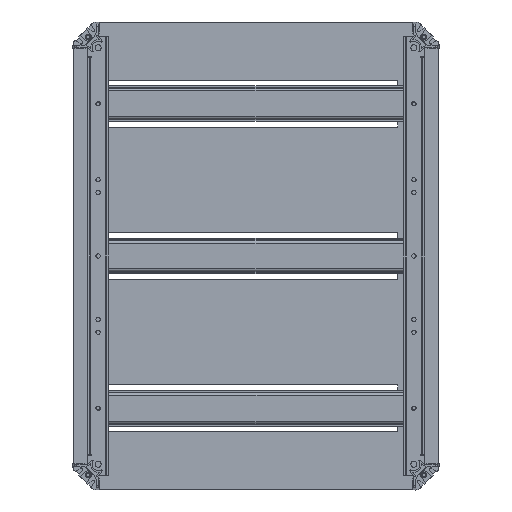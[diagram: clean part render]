
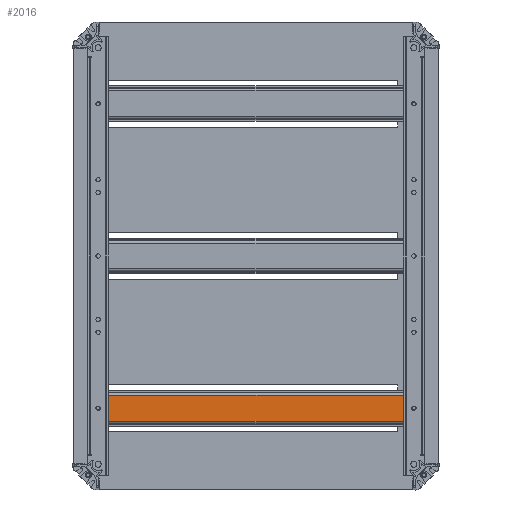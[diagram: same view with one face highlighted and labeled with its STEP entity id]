
A CAD part, front view. The second image highlights one B-rep face of the part: STEP entity #2016.
In plain terms, the highlighted planar face has unit normal (0, -1, 0).
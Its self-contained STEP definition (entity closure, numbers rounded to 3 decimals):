
#806 = CARTESIAN_POINT ( 'NONE',  ( -12.7, -1.5, -160. ) ) ;
#817 = CARTESIAN_POINT ( 'NONE',  ( -2.25, -1.5, -160. ) ) ;
#1235 = CIRCLE ( 'NONE', #19425, 2.25 ) ;
#1409 = DIRECTION ( 'NONE',  ( 0., 0., 1. ) ) ;
#1762 = CARTESIAN_POINT ( 'NONE',  ( 0., -1.5, -155. ) ) ;
#2016 = ADVANCED_FACE ( 'NONE', ( #23457 ), #4136, .F. ) ;
#2125 = EDGE_CURVE ( 'NONE', #3071, #24307, #6298, .T. ) ;
#2307 = CARTESIAN_POINT ( 'NONE',  ( -2.25, -1.5, -155. ) ) ;
#2451 = LINE ( 'NONE', #3545, #12777 ) ;
#2633 = VECTOR ( 'NONE', #24092, 1000. ) ;
#2884 = LINE ( 'NONE', #18088, #13208 ) ;
#3071 = VERTEX_POINT ( 'NONE', #25967 ) ;
#3169 = EDGE_CURVE ( 'NONE', #16836, #3214, #22424, .T. ) ;
#3214 = VERTEX_POINT ( 'NONE', #7905 ) ;
#3258 = LINE ( 'NONE', #13777, #2633 ) ;
#3511 = CARTESIAN_POINT ( 'NONE',  ( 12.7, -1.5, -160. ) ) ;
#3545 = CARTESIAN_POINT ( 'NONE',  ( -12.7, -1.5, -160. ) ) ;
#3843 = DIRECTION ( 'NONE',  ( 0., 0., 1. ) ) ;
#3989 = ORIENTED_EDGE ( 'NONE', *, *, #22002, .F. ) ;
#4136 = PLANE ( 'NONE',  #6764 ) ;
#4480 = CARTESIAN_POINT ( 'NONE',  ( 0., -1.5, -155. ) ) ;
#4754 = CARTESIAN_POINT ( 'NONE',  ( -2.25, -1.5, 160. ) ) ;
#5046 = CARTESIAN_POINT ( 'NONE',  ( 2.25, -1.5, 160. ) ) ;
#5218 = ORIENTED_EDGE ( 'NONE', *, *, #6491, .F. ) ;
#5298 = ORIENTED_EDGE ( 'NONE', *, *, #21542, .F. ) ;
#6298 = LINE ( 'NONE', #25021, #11159 ) ;
#6463 = DIRECTION ( 'NONE',  ( 1., 0., 0. ) ) ;
#6491 = EDGE_CURVE ( 'NONE', #14039, #18825, #3258, .T. ) ;
#6512 = DIRECTION ( 'NONE',  ( 0., -1., 0. ) ) ;
#6549 = DIRECTION ( 'NONE',  ( 0., 0., 1. ) ) ;
#6764 = AXIS2_PLACEMENT_3D ( 'NONE', #18583, #20676, #8297 ) ;
#7061 = VECTOR ( 'NONE', #16769, 1000. ) ;
#7183 = CIRCLE ( 'NONE', #10428, 2.25 ) ;
#7583 = EDGE_CURVE ( 'NONE', #19578, #8859, #9722, .T. ) ;
#7701 = DIRECTION ( 'NONE',  ( 0., 0., 1. ) ) ;
#7905 = CARTESIAN_POINT ( 'NONE',  ( 0., -1.5, -152.75 ) ) ;
#8038 = LINE ( 'NONE', #12758, #17697 ) ;
#8297 = DIRECTION ( 'NONE',  ( 0., 0., 1. ) ) ;
#8378 = VERTEX_POINT ( 'NONE', #12637 ) ;
#8398 = CARTESIAN_POINT ( 'NONE',  ( -2.25, -1.5, 155. ) ) ;
#8404 = CARTESIAN_POINT ( 'NONE',  ( 12.7, -1.5, 160. ) ) ;
#8434 = ORIENTED_EDGE ( 'NONE', *, *, #11259, .F. ) ;
#8566 = CARTESIAN_POINT ( 'NONE',  ( 13.5, -1.5, 160. ) ) ;
#8618 = LINE ( 'NONE', #26164, #18949 ) ;
#8836 = ORIENTED_EDGE ( 'NONE', *, *, #7583, .F. ) ;
#8859 = VERTEX_POINT ( 'NONE', #8398 ) ;
#9444 = VERTEX_POINT ( 'NONE', #12965 ) ;
#9722 = LINE ( 'NONE', #9931, #15230 ) ;
#9736 = EDGE_CURVE ( 'NONE', #24152, #13821, #18746, .T. ) ;
#9931 = CARTESIAN_POINT ( 'NONE',  ( -2.25, -1.5, 155. ) ) ;
#10317 = CARTESIAN_POINT ( 'NONE',  ( 13.5, -1.5, -160. ) ) ;
#10428 = AXIS2_PLACEMENT_3D ( 'NONE', #18903, #6512, #20994 ) ;
#10913 = EDGE_CURVE ( 'NONE', #3214, #9444, #1235, .T. ) ;
#11137 = EDGE_CURVE ( 'NONE', #24518, #24307, #2884, .T. ) ;
#11159 = VECTOR ( 'NONE', #6463, 1000. ) ;
#11259 = EDGE_CURVE ( 'NONE', #9444, #13821, #11274, .T. ) ;
#11274 = LINE ( 'NONE', #2307, #7061 ) ;
#11609 = EDGE_CURVE ( 'NONE', #8378, #19578, #8038, .T. ) ;
#12089 = ORIENTED_EDGE ( 'NONE', *, *, #2125, .T. ) ;
#12498 = ORIENTED_EDGE ( 'NONE', *, *, #11609, .F. ) ;
#12637 = CARTESIAN_POINT ( 'NONE',  ( -12.7, -1.5, 160. ) ) ;
#12758 = CARTESIAN_POINT ( 'NONE',  ( 13.5, -1.5, 160. ) ) ;
#12777 = VECTOR ( 'NONE', #7701, 1000. ) ;
#12965 = CARTESIAN_POINT ( 'NONE',  ( -2.25, -1.5, -155. ) ) ;
#13069 = ORIENTED_EDGE ( 'NONE', *, *, #11137, .F. ) ;
#13208 = VECTOR ( 'NONE', #24461, 1000. ) ;
#13777 = CARTESIAN_POINT ( 'NONE',  ( 2.25, -1.5, 160. ) ) ;
#13821 = VERTEX_POINT ( 'NONE', #817 ) ;
#14039 = VERTEX_POINT ( 'NONE', #24419 ) ;
#14569 = VECTOR ( 'NONE', #24800, 1000. ) ;
#14838 = DIRECTION ( 'NONE',  ( 1., 0., 0. ) ) ;
#15230 = VECTOR ( 'NONE', #17963, 1000. ) ;
#15732 = ORIENTED_EDGE ( 'NONE', *, *, #9736, .T. ) ;
#16213 = DIRECTION ( 'NONE',  ( 0., -1., 0. ) ) ;
#16325 = AXIS2_PLACEMENT_3D ( 'NONE', #1762, #16213, #3843 ) ;
#16769 = DIRECTION ( 'NONE',  ( 0., 0., -1. ) ) ;
#16836 = VERTEX_POINT ( 'NONE', #23683 ) ;
#17697 = VECTOR ( 'NONE', #14838, 1000. ) ;
#17963 = DIRECTION ( 'NONE',  ( 0., 0., -1. ) ) ;
#18088 = CARTESIAN_POINT ( 'NONE',  ( 12.7, -1.5, 160. ) ) ;
#18419 = ORIENTED_EDGE ( 'NONE', *, *, #10913, .F. ) ;
#18583 = CARTESIAN_POINT ( 'NONE',  ( 13.5, -1.5, 160. ) ) ;
#18746 = LINE ( 'NONE', #10317, #14569 ) ;
#18825 = VERTEX_POINT ( 'NONE', #5046 ) ;
#18903 = CARTESIAN_POINT ( 'NONE',  ( 0., -1.5, 155. ) ) ;
#18934 = DIRECTION ( 'NONE',  ( 0., -1., 0. ) ) ;
#18949 = VECTOR ( 'NONE', #1409, 1000. ) ;
#19425 = AXIS2_PLACEMENT_3D ( 'NONE', #4480, #18934, #6549 ) ;
#19578 = VERTEX_POINT ( 'NONE', #4754 ) ;
#19825 = ORIENTED_EDGE ( 'NONE', *, *, #21310, .F. ) ;
#20568 = LINE ( 'NONE', #8566, #26042 ) ;
#20676 = DIRECTION ( 'NONE',  ( 0., 1., 0. ) ) ;
#20946 = DIRECTION ( 'NONE',  ( 1., 0., 0. ) ) ;
#20994 = DIRECTION ( 'NONE',  ( 0., 0., 1. ) ) ;
#21310 = EDGE_CURVE ( 'NONE', #3071, #16836, #8618, .T. ) ;
#21432 = EDGE_LOOP ( 'NONE', ( #8434, #18419, #21656, #19825, #12089, #13069, #5298, #5218, #22059, #8836, #12498, #3989, #15732 ) ) ;
#21542 = EDGE_CURVE ( 'NONE', #18825, #24518, #20568, .T. ) ;
#21656 = ORIENTED_EDGE ( 'NONE', *, *, #3169, .F. ) ;
#22002 = EDGE_CURVE ( 'NONE', #24152, #8378, #2451, .T. ) ;
#22059 = ORIENTED_EDGE ( 'NONE', *, *, #24022, .F. ) ;
#22424 = CIRCLE ( 'NONE', #16325, 2.25 ) ;
#23457 = FACE_OUTER_BOUND ( 'NONE', #21432, .T. ) ;
#23683 = CARTESIAN_POINT ( 'NONE',  ( 2.25, -1.5, -155. ) ) ;
#24022 = EDGE_CURVE ( 'NONE', #8859, #14039, #7183, .T. ) ;
#24092 = DIRECTION ( 'NONE',  ( 0., 0., 1. ) ) ;
#24152 = VERTEX_POINT ( 'NONE', #806 ) ;
#24307 = VERTEX_POINT ( 'NONE', #3511 ) ;
#24419 = CARTESIAN_POINT ( 'NONE',  ( 2.25, -1.5, 155. ) ) ;
#24461 = DIRECTION ( 'NONE',  ( 0., 0., -1. ) ) ;
#24518 = VERTEX_POINT ( 'NONE', #8404 ) ;
#24800 = DIRECTION ( 'NONE',  ( 1., 0., 0. ) ) ;
#25021 = CARTESIAN_POINT ( 'NONE',  ( 13.5, -1.5, -160. ) ) ;
#25967 = CARTESIAN_POINT ( 'NONE',  ( 2.25, -1.5, -160. ) ) ;
#26042 = VECTOR ( 'NONE', #20946, 1000. ) ;
#26164 = CARTESIAN_POINT ( 'NONE',  ( 2.25, -1.5, -160. ) ) ;
